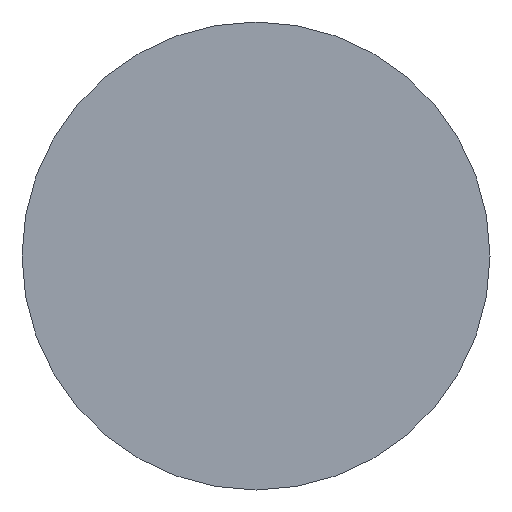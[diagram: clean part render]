
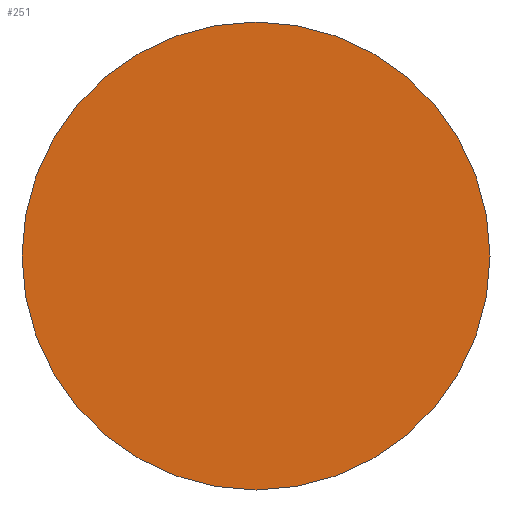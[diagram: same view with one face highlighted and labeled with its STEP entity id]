
A CAD part, front view. The second image highlights one B-rep face of the part: STEP entity #251.
In plain terms, the highlighted planar face has unit normal (0, -1, 0).
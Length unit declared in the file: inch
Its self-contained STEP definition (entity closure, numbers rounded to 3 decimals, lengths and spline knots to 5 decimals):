
#118=CARTESIAN_POINT('',(0.,0.,0.));
#119=DIRECTION('',(0.,-1.,0.));
#120=DIRECTION('',(1.,0.,0.));
#121=AXIS2_PLACEMENT_3D('',#118,#119,#120);
#127=CARTESIAN_POINT('',(0.,0.,0.));
#128=DIRECTION('',(0.,1.,0.));
#129=DIRECTION('',(1.,0.,0.));
#130=AXIS2_PLACEMENT_3D('',#127,#128,#129);
#216=CARTESIAN_POINT('',(26.67,0.,0.));
#218=VERTEX_POINT('',#216);
#224=CARTESIAN_POINT('',(-26.67,0.,0.));
#226=VERTEX_POINT('',#224);
#240=CARTESIAN_POINT('',(0.,0.,0.));
#241=DIRECTION('',(0.,1.,0.));
#242=DIRECTION('',(1.,0.,0.));
#243=AXIS2_PLACEMENT_3D('',#240,#241,#242);
#244=PLANE('',#243);
#246=ORIENTED_EDGE('',*,*,#245,.F.);
#248=ORIENTED_EDGE('',*,*,#247,.T.);
#249=EDGE_LOOP('',(#246,#248));
#250=FACE_OUTER_BOUND('',#249,.F.);
#122=CIRCLE('',#121,26.67);
#131=CIRCLE('',#130,26.67);
#245=EDGE_CURVE('',#218,#226,#122,.T.);
#247=EDGE_CURVE('',#218,#226,#131,.T.);
#251=ADVANCED_FACE('',(#250),#244,.F.);
